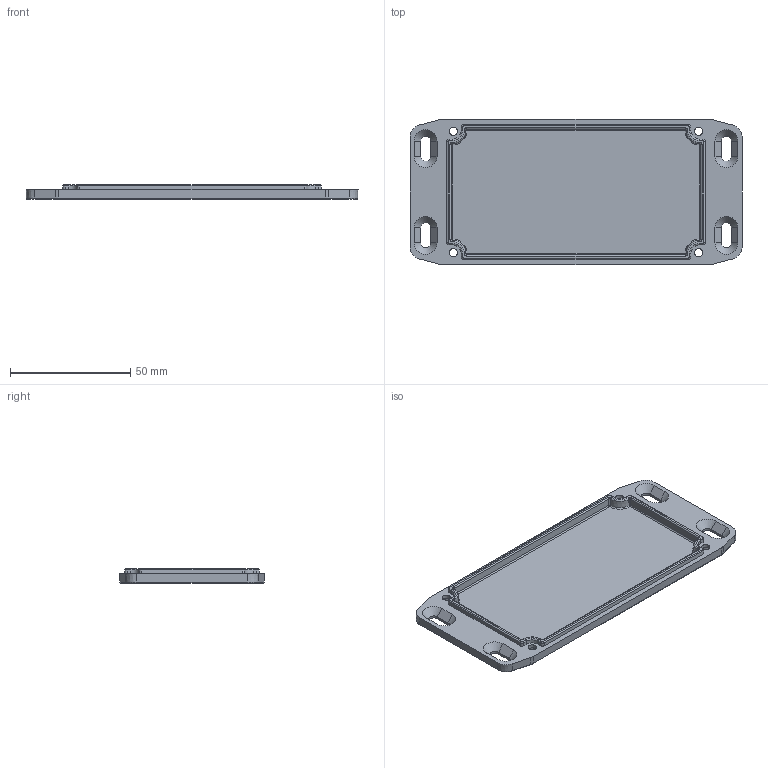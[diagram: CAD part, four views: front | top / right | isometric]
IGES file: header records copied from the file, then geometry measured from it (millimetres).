
Global section: file name: No Iges File Name specified; native system: Autodesk Inventor 2009; preprocessor: AutoDesk Inventor Iges Exporter R2009; author: trinas; date: 20090303.163838; units: millimetre
Bounding box: 138 x 60.5 x 6 mm (x, y, z)
Volume: 21951 mm3; surface area: 19536 mm2
Topology: 1 solids, 1 shells, 212 faces, 504 edges, 288 vertices
Faces by surface type: bspline 52, plane 52, revolution 40, cylinder 40, torus 16, cone 12
